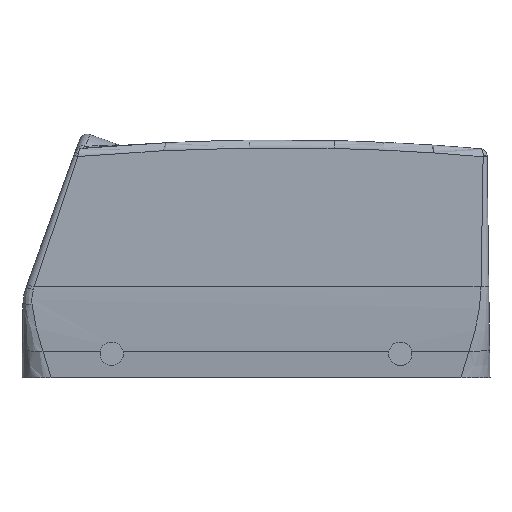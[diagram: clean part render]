
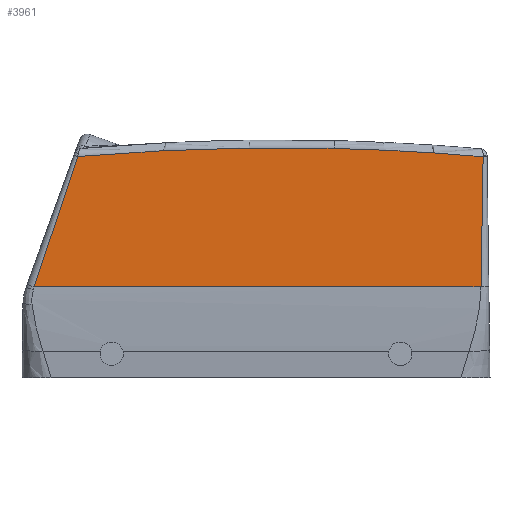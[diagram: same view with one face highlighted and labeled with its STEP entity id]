
A CAD part, left-side view. The second image highlights one B-rep face of the part: STEP entity #3961.
In plain terms, the highlighted planar face has unit normal (-1, 0, 0).
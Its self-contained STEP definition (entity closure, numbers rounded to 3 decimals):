
#3927=AXIS2_PLACEMENT_3D('Plane Axis2P3D',#3924,#3925,#3926) ;
#3944=AXIS2_PLACEMENT_3D('Circle Axis2P3D',#3942,#3943,$) ;
#3951=AXIS2_PLACEMENT_3D('Circle Axis2P3D',#3949,#3950,$) ;
#2469=CARTESIAN_POINT('Vertex',(6.75,2.304,23.338)) ;
#2520=CARTESIAN_POINT('Line Origine',(6.75,58.562,23.338)) ;
#2524=CARTESIAN_POINT('Vertex',(6.75,116.856,23.338)) ;
#3431=CARTESIAN_POINT('Vertex',(6.75,1.763,56.714)) ;
#3435=CARTESIAN_POINT('Control Point',(6.75,1.763,56.714)) ;
#3436=CARTESIAN_POINT('Control Point',(6.75,1.763,56.203)) ;
#3437=CARTESIAN_POINT('Control Point',(6.75,1.762,55.696)) ;
#3438=CARTESIAN_POINT('Control Point',(6.75,1.762,55.192)) ;
#3439=CARTESIAN_POINT('Control Point',(6.75,1.764,52.88)) ;
#3440=CARTESIAN_POINT('Control Point',(6.75,1.774,50.568)) ;
#3441=CARTESIAN_POINT('Control Point',(6.75,1.786,48.757)) ;
#3442=CARTESIAN_POINT('Control Point',(6.75,1.826,44.635)) ;
#3443=CARTESIAN_POINT('Control Point',(6.75,1.887,40.512)) ;
#3444=CARTESIAN_POINT('Control Point',(6.75,1.927,38.201)) ;
#3445=CARTESIAN_POINT('Control Point',(6.75,2.01,33.841)) ;
#3446=CARTESIAN_POINT('Control Point',(6.75,2.112,29.482)) ;
#3447=CARTESIAN_POINT('Control Point',(6.75,2.166,27.434)) ;
#3448=CARTESIAN_POINT('Control Point',(6.75,2.228,25.386)) ;
#3449=CARTESIAN_POINT('Control Point',(6.75,2.304,23.338)) ;
#3924=CARTESIAN_POINT('Axis2P3D Location',(6.75,-106.816,-54.25)) ;
#3930=CARTESIAN_POINT('Control Point',(6.75,105.699,56.761)) ;
#3931=CARTESIAN_POINT('Control Point',(6.75,105.936,56.087)) ;
#3932=CARTESIAN_POINT('Control Point',(6.75,106.173,55.414)) ;
#3933=CARTESIAN_POINT('Control Point',(6.75,106.394,54.784)) ;
#3934=CARTESIAN_POINT('Control Point',(6.75,108.72,48.124)) ;
#3935=CARTESIAN_POINT('Control Point',(6.75,110.985,41.441)) ;
#3936=CARTESIAN_POINT('Control Point',(6.75,112.959,35.409)) ;
#3937=CARTESIAN_POINT('Control Point',(6.75,114.962,29.391)) ;
#3938=CARTESIAN_POINT('Control Point',(6.75,116.856,23.338)) ;
#3939=CARTESIAN_POINT('Vertex',(6.75,105.699,56.761)) ;
#3942=CARTESIAN_POINT('Axis2P3D Location',(6.75,54.,-539.)) ;
#3946=CARTESIAN_POINT('Vertex',(6.75,39.99,58.836)) ;
#3949=CARTESIAN_POINT('Axis2P3D Location',(6.75,54.,-539.)) ;
#2521=DIRECTION('Vector Direction',(0.,-1.,0.)) ;
#3925=DIRECTION('Axis2P3D Direction',(-1.,0.,0.)) ;
#3926=DIRECTION('Axis2P3D XDirection',(0.,-0.317,0.949)) ;
#3943=DIRECTION('Axis2P3D Direction',(-1.,0.,0.)) ;
#3950=DIRECTION('Axis2P3D Direction',(-1.,0.,0.)) ;
#2522=VECTOR('Line Direction',#2521,1.) ;
#3955=ORIENTED_EDGE('',*,*,#3941,.F.) ;
#3956=ORIENTED_EDGE('',*,*,#2526,.T.) ;
#3957=ORIENTED_EDGE('',*,*,#3450,.T.) ;
#3958=ORIENTED_EDGE('',*,*,#3948,.F.) ;
#3959=ORIENTED_EDGE('',*,*,#3953,.F.) ;
#3961=ADVANCED_FACE('Hood',(#3960),#3928,.T.) ;
#3434=B_SPLINE_CURVE_WITH_KNOTS('',5,(#3435,#3436,#3437,#3438,#3439,#3440,#3441,#3442,#3443,#3444,#3445,#3446,#3447,#3448,#3449),.UNSPECIFIED.,.F.,.U.,(6,3,3,3,6),(29.318,31.823,40.882,52.446,62.692),.UNSPECIFIED.) ;
#3929=B_SPLINE_CURVE_WITH_KNOTS('',5,(#3930,#3931,#3932,#3933,#3934,#3935,#3936,#3937,#3938),.UNSPECIFIED.,.F.,.U.,(6,3,6),(0.,5.048,49.898),.UNSPECIFIED.) ;
#3945=CIRCLE('generated circle',#3944,598.) ;
#3952=CIRCLE('generated circle',#3951,598.) ;
#2526=EDGE_CURVE('',#2525,#2470,#2523,.T.) ;
#3450=EDGE_CURVE('',#2470,#3432,#3434,.F.) ;
#3941=EDGE_CURVE('',#2525,#3940,#3929,.F.) ;
#3948=EDGE_CURVE('',#3947,#3432,#3945,.F.) ;
#3953=EDGE_CURVE('',#3940,#3947,#3952,.F.) ;
#3954=EDGE_LOOP('',(#3955,#3956,#3957,#3958,#3959)) ;
#3960=FACE_OUTER_BOUND('',#3954,.T.) ;
#2523=LINE('Line',#2520,#2522) ;
#3928=PLANE('',#3927) ;
#2470=VERTEX_POINT('',#2469) ;
#2525=VERTEX_POINT('',#2524) ;
#3432=VERTEX_POINT('',#3431) ;
#3940=VERTEX_POINT('',#3939) ;
#3947=VERTEX_POINT('',#3946) ;
